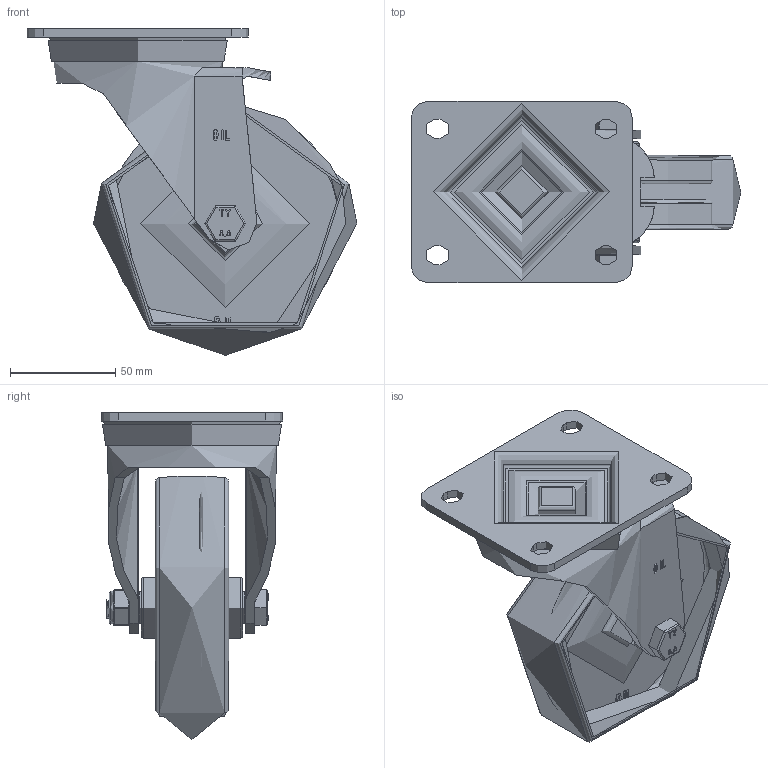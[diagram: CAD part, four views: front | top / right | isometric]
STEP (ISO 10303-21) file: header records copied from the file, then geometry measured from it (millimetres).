
FILE_DESCRIPTION(/* description */ (''),/* implementation_level */ '2;1');
FILE_NAME(/* name */ 'BZH125NY.step',/* time_stamp */ '2025-07-02T13:44:32+01:00',/* author */ (''),/* organization */ (''),/* preprocessor_version */ 'ST-DEVELOPER v20.1',/* originating_system */ 'Autodesk Translation Framework v14.10.0.0',/* authorisation */ '');
FILE_SCHEMA (('AUTOMOTIVE_DESIGN { 1 0 10303 214 3 1 1 }'));
Length unit declared in the file: millimetre
Products named in the file (15): BZH125NY; BZH125AS - 2 v2; ZINC PLATED, PRESSED STEEL TOP PLATE; ZINC PLATED, PRESSED STEEL FORKS; BEARING SEAL; BZH125WNY61 v1; WHITE NYLON WHEEL; TUBEM15X50 v1; ZINC PLATED AXLE TUBE; HEXBOLTM10X70Z8.8 v2; GRADE 8.8 THREADED ZINC PLATED BOLT; NYLOCM10Z v1; NYLOC NUT; RUBBER; NUT
Assembly tree (14 placements, depth 4):
  BZH125NY
    BZH125AS - 2 v2
      ZINC PLATED, PRESSED STEEL TOP PLATE
      ZINC PLATED, PRESSED STEEL FORKS
      BEARING SEAL
    BZH125WNY61 v1
      WHITE NYLON WHEEL
    TUBEM15X50 v1
      ZINC PLATED AXLE TUBE
    HEXBOLTM10X70Z8.8 v2
      GRADE 8.8 THREADED ZINC PLATED BOLT
    NYLOCM10Z v1
      NYLOC NUT
        RUBBER
        NUT
Bounding box: 156.5 x 86 x 155 mm (x, y, z)
Volume: 325287.7 mm3; surface area: 124943.4 mm2
Topology: 8 solids, 8 shells, 514 faces, 1284 edges, 826 vertices
Faces by surface type: plane 251, cylinder 115, bspline 106, torus 23, sphere 12, cone 7
Full cylindrical faces by diameter (mm): 8.141 x18, 9.85 x19, 10 x3, 10.2 x2, 10.5 x1, 12 x2, 15 x1, 15.1 x1, 16 x2, 20 x1, 25 x2, 29 x2, 31 x1, 32 x1, 50.5 x1, 62 x1, 72 x1, 80 x1, 112 x2
Entity records: 22318 total; most frequent: CARTESIAN_POINT 10274, ORIENTED_EDGE 2568, DIRECTION 2128, EDGE_CURVE 1284, VERTEX_POINT 826, LINE 722, VECTOR 722, AXIS2_PLACEMENT_3D 703
